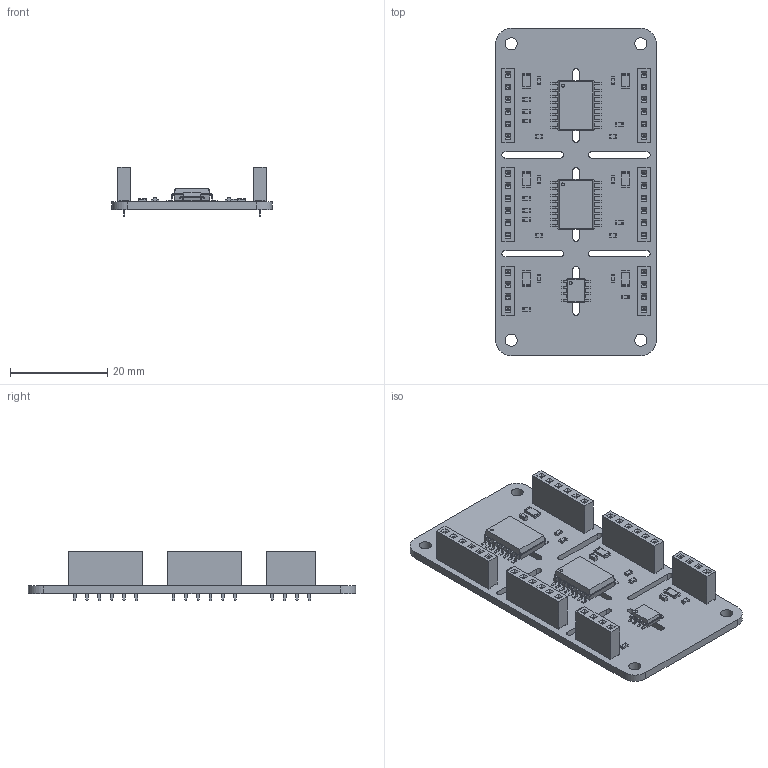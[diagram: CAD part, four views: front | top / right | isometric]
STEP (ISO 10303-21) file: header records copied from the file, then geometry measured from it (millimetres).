
FILE_DESCRIPTION(('KiCad electronic assembly'),'2;1');
FILE_NAME('Isolator.step','2020-09-23T17:16:16',('An Author'),( 'A Company'),'Open CASCADE STEP processor 6.9', 'KiCad to STEP converter','Unknown');
FILE_SCHEMA(('AUTOMOTIVE_DESIGN { 1 0 10303 214 1 1 1 1 }'));
Length unit declared in the file: millimetre
Products named in the file (16): Open CASCADE STEP translator 6.9 1; R_0603_1608Metric; SOLID; R_1206_3216Metric; C_0603_1608Metric; PinSocket_1x06_P2.54mm_Vertical; PinSocket_1x04_P2.54mm_Vertical; SOIC-16W_7.5x10.3mm_P1.27mm; SOIC-8_3.9x4.9mm_P1.27mm; COMPOUND
Assembly tree (43 placements, depth 3):
  Open CASCADE STEP translator 6.9 1
    R_0603_1608Metric  x14
      SOLID
    R_1206_3216Metric  x6
      SOLID
    C_0603_1608Metric  x6
      SOLID
    PinSocket_1x06_P2.54mm_Vertical  x4
      SOLID
    PinSocket_1x04_P2.54mm_Vertical  x2
      SOLID
    SOIC-16W_7.5x10.3mm_P1.27mm  x2
      SOLID
    SOIC-8_3.9x4.9mm_P1.27mm
      SOLID
    COMPOUND
Bounding box: 33.02 x 67.31 x 10.1 mm (x, y, z)
Volume: 5085.9 mm3; surface area: 8233 mm2
Topology: 36 solids, 36 shells, 2522 faces, 6577 edges, 4238 vertices
Faces by surface type: plane 1961, cylinder 449, bspline 112
Full cylindrical faces by diameter (mm): 0.6 x3, 1 x32, 2.5 x4
Entity records: 65926 total; most frequent: CARTESIAN_POINT 11084, DIRECTION 9013, LINE 6282, VECTOR 6282, ORIENTED_EDGE 4812, PCURVE 4812, DEFINITIONAL_REPRESENTATION 4812, EDGE_CURVE 2406
